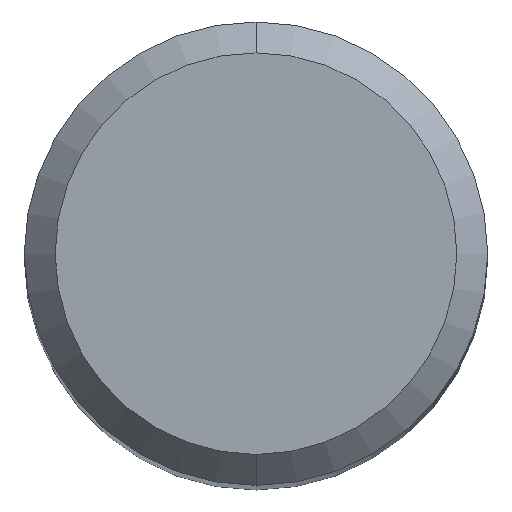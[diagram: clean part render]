
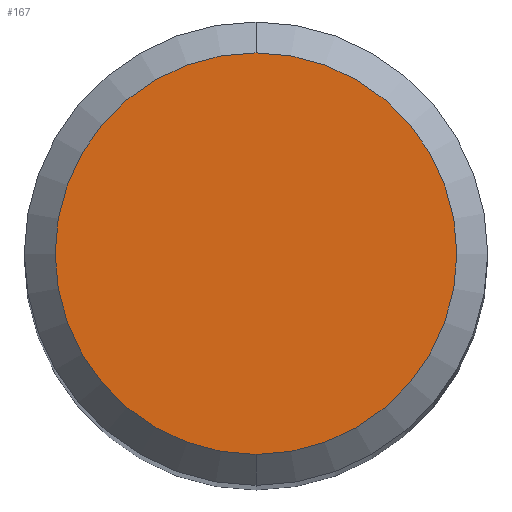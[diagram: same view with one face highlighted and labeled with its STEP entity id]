
A CAD part, top view. The second image highlights one B-rep face of the part: STEP entity #167.
In plain terms, the highlighted planar face has unit normal (0, 0, 1).
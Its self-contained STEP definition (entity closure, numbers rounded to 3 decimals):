
#113=VERTEX_POINT('',#267);
#135=EDGE_CURVE('',#113,#137,#291,.T.);
#137=VERTEX_POINT('',#293);
#167=ADVANCED_FACE('',(#326),#327,.T.);
#213=EDGE_CURVE('',#137,#113,#379,.T.);
#267=CARTESIAN_POINT('',(0.0,2.6,0.0));
#291=CIRCLE('',#460,2.6);
#293=CARTESIAN_POINT('',(0.,-2.6,0.0));
#326=FACE_OUTER_BOUND('',#506,.T.);
#327=PLANE('',#507);
#379=CIRCLE('',#577,2.6);
#460=AXIS2_PLACEMENT_3D('',#662,#663,#664);
#506=EDGE_LOOP('',(#705,#706));
#507=AXIS2_PLACEMENT_3D('',#707,#708,#709);
#577=AXIS2_PLACEMENT_3D('',#772,#773,#774);
#662=CARTESIAN_POINT('',(0.0,0.0,0.0));
#663=DIRECTION('',(0.0,0.0,-1.0));
#664=DIRECTION('',(0.0,1.0,0.0));
#705=ORIENTED_EDGE('',*,*,#135,.F.);
#706=ORIENTED_EDGE('',*,*,#213,.F.);
#707=CARTESIAN_POINT('',(0.0,1.3,0.0));
#708=DIRECTION('',(-0.0,0.0,1.0));
#709=DIRECTION('',(0.0,-1.0,0.0));
#772=CARTESIAN_POINT('',(0.0,0.0,0.0));
#773=DIRECTION('',(0.0,0.0,-1.0));
#774=DIRECTION('',(0.0,1.0,0.0));
